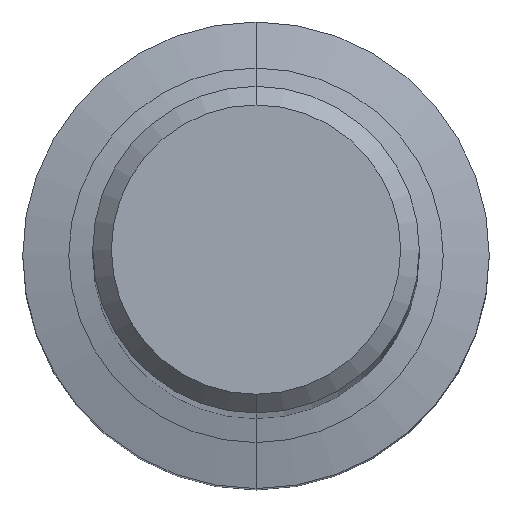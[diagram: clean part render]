
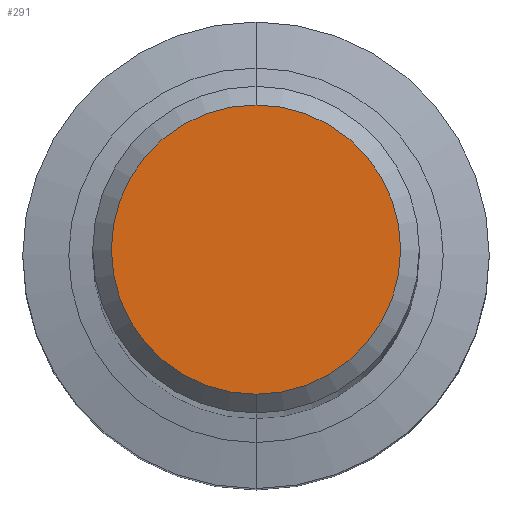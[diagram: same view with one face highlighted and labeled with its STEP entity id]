
A CAD part, top view. The second image highlights one B-rep face of the part: STEP entity #291.
In plain terms, the highlighted planar face has unit normal (0, 0, 1).
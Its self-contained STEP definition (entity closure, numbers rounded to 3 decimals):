
#291=ADVANCED_FACE('',(#651),#652,.T.);
#323=VERTEX_POINT('',#689);
#395=VERTEX_POINT('',#773);
#419=EDGE_CURVE('',#395,#323,#799,.T.);
#425=EDGE_CURVE('',#323,#395,#805,.T.);
#651=FACE_OUTER_BOUND('',#1159,.T.);
#652=PLANE('',#1160);
#689=CARTESIAN_POINT('',(0.,-3.1,0.0));
#773=CARTESIAN_POINT('',(0.0,3.1,0.0));
#799=CIRCLE('',#1426,3.1);
#805=CIRCLE('',#1434,3.1);
#1159=EDGE_LOOP('',(#1724,#1725));
#1160=AXIS2_PLACEMENT_3D('',#1726,#1727,#1728);
#1426=AXIS2_PLACEMENT_3D('',#1919,#1920,#1921);
#1434=AXIS2_PLACEMENT_3D('',#1925,#1926,#1927);
#1724=ORIENTED_EDGE('',*,*,#419,.F.);
#1725=ORIENTED_EDGE('',*,*,#425,.F.);
#1726=CARTESIAN_POINT('',(0.0,1.55,0.0));
#1727=DIRECTION('',(-0.0,0.0,1.0));
#1728=DIRECTION('',(0.0,-1.0,0.0));
#1919=CARTESIAN_POINT('',(0.0,0.0,0.0));
#1920=DIRECTION('',(0.0,0.0,-1.0));
#1921=DIRECTION('',(0.0,1.0,0.0));
#1925=CARTESIAN_POINT('',(0.0,0.0,0.0));
#1926=DIRECTION('',(0.0,0.0,-1.0));
#1927=DIRECTION('',(0.0,1.0,0.0));
